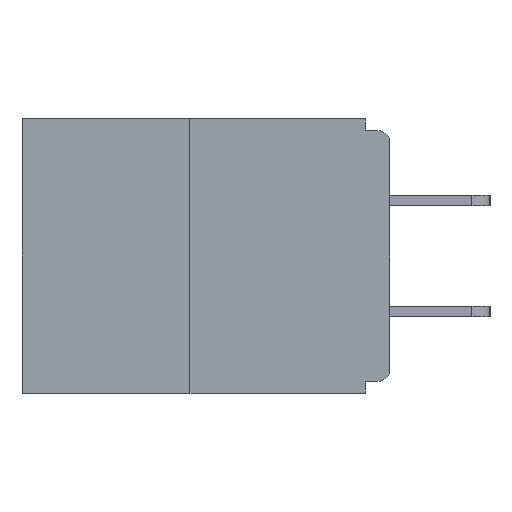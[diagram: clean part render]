
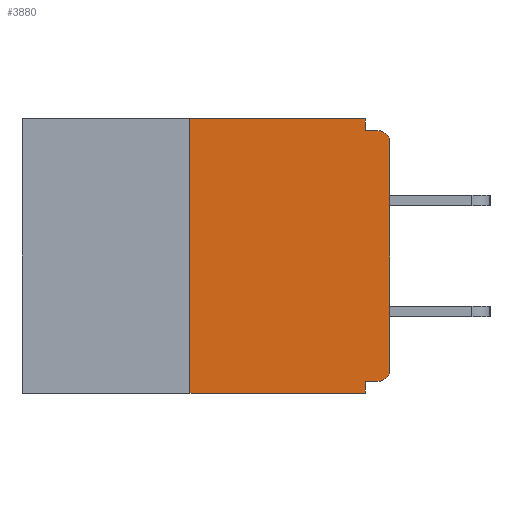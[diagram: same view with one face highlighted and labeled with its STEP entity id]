
A CAD part, left-side view. The second image highlights one B-rep face of the part: STEP entity #3880.
In plain terms, the highlighted planar face has unit normal (-1, 0, 0).
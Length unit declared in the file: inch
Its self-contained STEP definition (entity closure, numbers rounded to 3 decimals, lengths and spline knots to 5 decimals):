
#21 = VERTEX_POINT ( 'NONE', #19606 ) ;
#46 = ORIENTED_EDGE ( 'NONE', *, *, #861, .F. ) ;
#160 = VERTEX_POINT ( 'NONE', #17865 ) ;
#332 = CIRCLE ( 'NONE', #8008, 0.015 ) ;
#390 = CARTESIAN_POINT ( 'NONE',  ( 0., 0.031, -0.015 ) ) ;
#441 = CARTESIAN_POINT ( 'NONE',  ( 0., 0., -0.03 ) ) ;
#603 = VERTEX_POINT ( 'NONE', #390 ) ;
#788 = CARTESIAN_POINT ( 'NONE',  ( 0., 0.031, -0.343 ) ) ;
#861 = EDGE_CURVE ( 'NONE', #17603, #603, #8892, .T. ) ;
#898 = CARTESIAN_POINT ( 'NONE',  ( 0., 0., -0.328 ) ) ;
#1407 = CARTESIAN_POINT ( 'NONE',  ( 0., 0., -0.015 ) ) ;
#1734 = CARTESIAN_POINT ( 'NONE',  ( 0., 0.015, -0.313 ) ) ;
#1867 = CIRCLE ( 'NONE', #8581, 0.015 ) ;
#1940 = VERTEX_POINT ( 'NONE', #11455 ) ;
#1945 = DIRECTION ( 'NONE',  ( -1., 0., 0. ) ) ;
#2283 = VECTOR ( 'NONE', #15497, 39.37008 ) ;
#2367 = DIRECTION ( 'NONE',  ( 0., -1., 0. ) ) ;
#2670 = DIRECTION ( 'NONE',  ( 0., 0., -1. ) ) ;
#3689 = LINE ( 'NONE', #17275, #12261 ) ;
#3837 = LINE ( 'NONE', #9967, #14017 ) ;
#3880 = ADVANCED_FACE ( 'NONE', ( #14210 ), #17726, .F. ) ;
#4022 = VECTOR ( 'NONE', #15225, 39.37008 ) ;
#4312 = EDGE_CURVE ( 'NONE', #1940, #5207, #3837, .T. ) ;
#4572 = VECTOR ( 'NONE', #2367, 39.37008 ) ;
#4840 = LINE ( 'NONE', #6068, #2283 ) ;
#4967 = VECTOR ( 'NONE', #5119, 39.37008 ) ;
#5119 = DIRECTION ( 'NONE',  ( 0., -1., 0. ) ) ;
#5154 = CARTESIAN_POINT ( 'NONE',  ( 0., 0., -0.313 ) ) ;
#5164 = ORIENTED_EDGE ( 'NONE', *, *, #4312, .F. ) ;
#5207 = VERTEX_POINT ( 'NONE', #788 ) ;
#5798 = ORIENTED_EDGE ( 'NONE', *, *, #18646, .F. ) ;
#6068 = CARTESIAN_POINT ( 'NONE',  ( 0., 0., 0. ) ) ;
#6101 = CARTESIAN_POINT ( 'NONE',  ( 0., 0.25, -0.343 ) ) ;
#6161 = CARTESIAN_POINT ( 'NONE',  ( 0., 0.46, -0.343 ) ) ;
#6645 = DIRECTION ( 'NONE',  ( 0., 0., -1. ) ) ;
#6907 = LINE ( 'NONE', #15874, #4967 ) ;
#6932 = ORIENTED_EDGE ( 'NONE', *, *, #9773, .T. ) ;
#7544 = EDGE_CURVE ( 'NONE', #21, #1940, #19478, .T. ) ;
#7619 = ORIENTED_EDGE ( 'NONE', *, *, #7544, .F. ) ;
#7895 = AXIS2_PLACEMENT_3D ( 'NONE', #8163, #19238, #11499 ) ;
#8008 = AXIS2_PLACEMENT_3D ( 'NONE', #9911, #16049, #2670 ) ;
#8013 = ORIENTED_EDGE ( 'NONE', *, *, #9274, .F. ) ;
#8024 = EDGE_CURVE ( 'NONE', #16672, #160, #332, .T. ) ;
#8087 = CARTESIAN_POINT ( 'NONE',  ( 0., 0.25, 0. ) ) ;
#8163 = CARTESIAN_POINT ( 'NONE',  ( 0., 0.46, 0. ) ) ;
#8314 = DIRECTION ( 'NONE',  ( 0., 0., 1. ) ) ;
#8449 = DIRECTION ( 'NONE',  ( 0., 0., -1. ) ) ;
#8581 = AXIS2_PLACEMENT_3D ( 'NONE', #1734, #1945, #6645 ) ;
#8892 = LINE ( 'NONE', #9002, #4022 ) ;
#9002 = CARTESIAN_POINT ( 'NONE',  ( 0., 0.031, 0. ) ) ;
#9122 = CARTESIAN_POINT ( 'NONE',  ( 0., 0.031, 0. ) ) ;
#9274 = EDGE_CURVE ( 'NONE', #603, #160, #13872, .T. ) ;
#9351 = ORIENTED_EDGE ( 'NONE', *, *, #8024, .T. ) ;
#9773 = EDGE_CURVE ( 'NONE', #13840, #16672, #4840, .T. ) ;
#9911 = CARTESIAN_POINT ( 'NONE',  ( 0., 0.015, -0.03 ) ) ;
#9967 = CARTESIAN_POINT ( 'NONE',  ( 0., 0.031, -0.343 ) ) ;
#10331 = DIRECTION ( 'NONE',  ( 0., 1., 0. ) ) ;
#11455 = CARTESIAN_POINT ( 'NONE',  ( 0., 0.031, -0.328 ) ) ;
#11499 = DIRECTION ( 'NONE',  ( 0., 0., -1. ) ) ;
#11649 = EDGE_CURVE ( 'NONE', #16019, #13366, #3689, .T. ) ;
#11855 = VECTOR ( 'NONE', #10331, 39.37008 ) ;
#12254 = EDGE_CURVE ( 'NONE', #16019, #5207, #14619, .T. ) ;
#12261 = VECTOR ( 'NONE', #8314, 39.37008 ) ;
#12392 = ORIENTED_EDGE ( 'NONE', *, *, #16554, .T. ) ;
#12469 = DIRECTION ( 'NONE',  ( 0., -1., 0. ) ) ;
#13366 = VERTEX_POINT ( 'NONE', #8087 ) ;
#13530 = EDGE_LOOP ( 'NONE', ( #5798, #19800, #17650, #5164, #7619, #12392, #6932, #9351, #8013, #46 ) ) ;
#13840 = VERTEX_POINT ( 'NONE', #5154 ) ;
#13872 = LINE ( 'NONE', #1407, #17997 ) ;
#14017 = VECTOR ( 'NONE', #8449, 39.37008 ) ;
#14210 = FACE_OUTER_BOUND ( 'NONE', #13530, .T. ) ;
#14619 = LINE ( 'NONE', #6161, #4572 ) ;
#15225 = DIRECTION ( 'NONE',  ( 0., 0., -1. ) ) ;
#15497 = DIRECTION ( 'NONE',  ( 0., 0., 1. ) ) ;
#15874 = CARTESIAN_POINT ( 'NONE',  ( 0., 0.46, 0. ) ) ;
#16019 = VERTEX_POINT ( 'NONE', #6101 ) ;
#16049 = DIRECTION ( 'NONE',  ( -1., 0., 0. ) ) ;
#16554 = EDGE_CURVE ( 'NONE', #21, #13840, #1867, .T. ) ;
#16672 = VERTEX_POINT ( 'NONE', #441 ) ;
#17275 = CARTESIAN_POINT ( 'NONE',  ( 0., 0.25, 0. ) ) ;
#17603 = VERTEX_POINT ( 'NONE', #9122 ) ;
#17650 = ORIENTED_EDGE ( 'NONE', *, *, #12254, .T. ) ;
#17726 = PLANE ( 'NONE',  #7895 ) ;
#17865 = CARTESIAN_POINT ( 'NONE',  ( 0., 0.015, -0.015 ) ) ;
#17997 = VECTOR ( 'NONE', #12469, 39.37008 ) ;
#18646 = EDGE_CURVE ( 'NONE', #13366, #17603, #6907, .T. ) ;
#19238 = DIRECTION ( 'NONE',  ( 1., 0., 0. ) ) ;
#19478 = LINE ( 'NONE', #898, #11855 ) ;
#19606 = CARTESIAN_POINT ( 'NONE',  ( 0., 0.015, -0.328 ) ) ;
#19800 = ORIENTED_EDGE ( 'NONE', *, *, #11649, .F. ) ;
